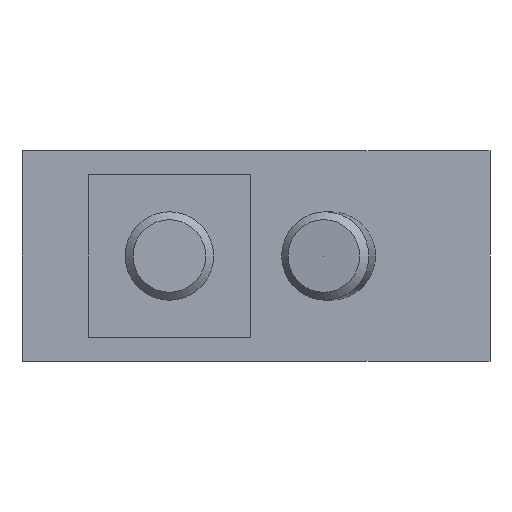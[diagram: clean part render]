
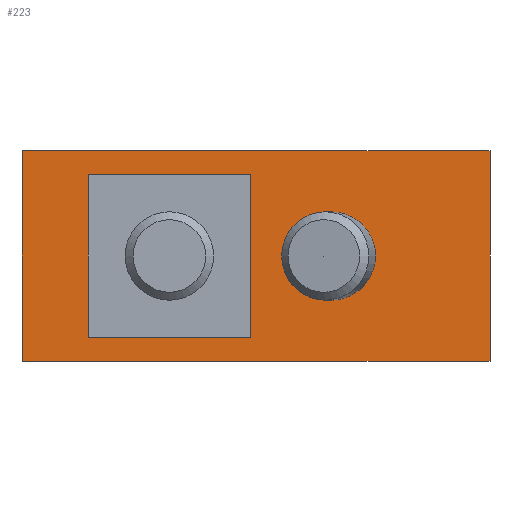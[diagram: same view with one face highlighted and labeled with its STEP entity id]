
A CAD part, front view. The second image highlights one B-rep face of the part: STEP entity #223.
In plain terms, the highlighted planar face has unit normal (0, -1, 0).
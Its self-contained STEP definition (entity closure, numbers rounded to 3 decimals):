
#223 = ADVANCED_FACE( '', ( #467, #468, #469 ), #470, .F. );
#467 = FACE_BOUND( '', #719, .T. );
#468 = FACE_BOUND( '', #720, .T. );
#469 = FACE_OUTER_BOUND( '', #721, .T. );
#470 = PLANE( '', #722 );
#719 = EDGE_LOOP( '', ( #1292 ) );
#720 = EDGE_LOOP( '', ( #1293, #1294, #1295, #1296 ) );
#721 = EDGE_LOOP( '', ( #1297, #1298, #1299, #1300 ) );
#722 = AXIS2_PLACEMENT_3D( '', #1301, #1302, #1303 );
#1292 = ORIENTED_EDGE( '', *, *, #1636, .F. );
#1293 = ORIENTED_EDGE( '', *, *, #1562, .F. );
#1294 = ORIENTED_EDGE( '', *, *, #1637, .T. );
#1295 = ORIENTED_EDGE( '', *, *, #1427, .F. );
#1296 = ORIENTED_EDGE( '', *, *, #1414, .F. );
#1297 = ORIENTED_EDGE( '', *, *, #1599, .T. );
#1298 = ORIENTED_EDGE( '', *, *, #1442, .F. );
#1299 = ORIENTED_EDGE( '', *, *, #1566, .F. );
#1300 = ORIENTED_EDGE( '', *, *, #1478, .T. );
#1301 = CARTESIAN_POINT( '', ( -20., 0., 14.25 ) );
#1302 = DIRECTION( '', ( 0., 1., 0. ) );
#1303 = DIRECTION( '', ( 0., 0., 1. ) );
#1414 = EDGE_CURVE( '', #1666, #1669, #1670, .T. );
#1427 = EDGE_CURVE( '', #1669, #1692, #1693, .T. );
#1442 = EDGE_CURVE( '', #1716, #1711, #1718, .T. );
#1478 = EDGE_CURVE( '', #1774, #1772, #1775, .T. );
#1562 = EDGE_CURVE( '', #1905, #1666, #1908, .T. );
#1566 = EDGE_CURVE( '', #1774, #1716, #1912, .T. );
#1599 = EDGE_CURVE( '', #1772, #1711, #1952, .T. );
#1636 = EDGE_CURVE( '', #1993, #1993, #1994, .F. );
#1637 = EDGE_CURVE( '', #1905, #1692, #1995, .T. );
#1666 = VERTEX_POINT( '', #2030 );
#1669 = VERTEX_POINT( '', #2034 );
#1670 = LINE( '', #2035, #2036 );
#1692 = VERTEX_POINT( '', #2068 );
#1693 = LINE( '', #2069, #2070 );
#1711 = VERTEX_POINT( '', #2094 );
#1716 = VERTEX_POINT( '', #2101 );
#1718 = LINE( '', #2104, #2105 );
#1772 = VERTEX_POINT( '', #2260 );
#1774 = VERTEX_POINT( '', #2263 );
#1775 = LINE( '', #2264, #2265 );
#1905 = VERTEX_POINT( '', #2443 );
#1908 = LINE( '', #2447, #2448 );
#1912 = LINE( '', #2454, #2455 );
#1952 = LINE( '', #2516, #2517 );
#1993 = VERTEX_POINT( '', #2573 );
#1994 = ELLIPSE( '', #2574, 6.093, 6. );
#1995 = LINE( '', #2575, #2576 );
#2030 = CARTESIAN_POINT( '', ( -11., 0., 7. ) );
#2034 = CARTESIAN_POINT( '', ( -11., 0., -7. ) );
#2035 = CARTESIAN_POINT( '', ( -11., 0., 14.25 ) );
#2036 = VECTOR( '', #2603, 1000. );
#2068 = CARTESIAN_POINT( '', ( 11., 0., -7. ) );
#2069 = CARTESIAN_POINT( '', ( -20., 0., -7. ) );
#2070 = VECTOR( '', #2614, 1000. );
#2094 = CARTESIAN_POINT( '', ( 43.5, 0., -14.25 ) );
#2101 = CARTESIAN_POINT( '', ( 43.5, 0., 14.25 ) );
#2104 = CARTESIAN_POINT( '', ( 43.5, 0., 14.25 ) );
#2105 = VECTOR( '', #2630, 1000. );
#2260 = CARTESIAN_POINT( '', ( -20., 0., -14.25 ) );
#2263 = CARTESIAN_POINT( '', ( -20., 0., 14.25 ) );
#2264 = CARTESIAN_POINT( '', ( -20., 0., 14.25 ) );
#2265 = VECTOR( '', #2672, 1000. );
#2443 = CARTESIAN_POINT( '', ( 11., 0., 7. ) );
#2447 = CARTESIAN_POINT( '', ( -20., 0., 7. ) );
#2448 = VECTOR( '', #2761, 1000. );
#2454 = CARTESIAN_POINT( '', ( -20., 0., 14.25 ) );
#2455 = VECTOR( '', #2764, 1000. );
#2516 = CARTESIAN_POINT( '', ( -20., 0., -14.25 ) );
#2517 = VECTOR( '', #2792, 1000. );
#2573 = CARTESIAN_POINT( '', ( 15.784, 0., 0. ) );
#2574 = AXIS2_PLACEMENT_3D( '', #2814, #2815, #2816 );
#2575 = CARTESIAN_POINT( '', ( 11., 0., 14.25 ) );
#2576 = VECTOR( '', #2817, 1000. );
#2603 = DIRECTION( '', ( 0., 0., -1. ) );
#2614 = DIRECTION( '', ( 1., 0., 0. ) );
#2630 = DIRECTION( '', ( 0., 0., -1. ) );
#2672 = DIRECTION( '', ( 0., 0., -1. ) );
#2761 = DIRECTION( '', ( -1., 0., 0. ) );
#2764 = DIRECTION( '', ( 1., 0., 0. ) );
#2792 = DIRECTION( '', ( 1., 0., 0. ) );
#2814 = CARTESIAN_POINT( '', ( 21.876, 0., 0. ) );
#2815 = DIRECTION( '', ( 0., 1., 0. ) );
#2816 = DIRECTION( '', ( -1., 0., 0. ) );
#2817 = DIRECTION( '', ( 0., 0., -1. ) );
